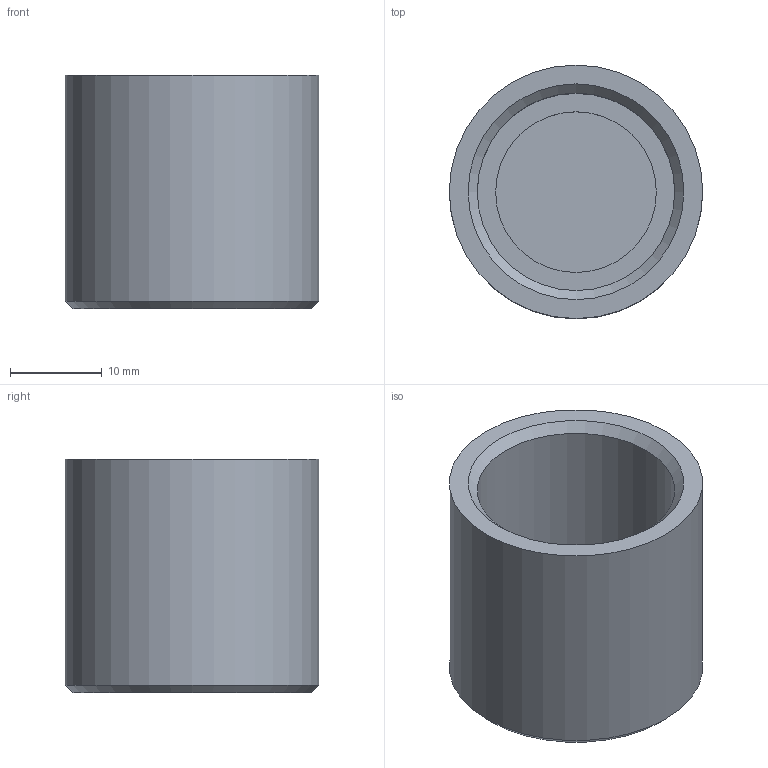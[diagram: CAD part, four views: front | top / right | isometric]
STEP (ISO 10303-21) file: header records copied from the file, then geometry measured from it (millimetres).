
FILE_DESCRIPTION(('FreeCAD Model'),'2;1');
FILE_NAME('pvc_endcap.step' ,'2016-09-04T15:28:07',('Author'),(''), 'Open CASCADE STEP processor 6.8','FreeCAD','Unknown');
FILE_SCHEMA(('AUTOMOTIVE_DESIGN_CC2 { 1 2 10303 214 -1 1 5 4 }'));
Length unit declared in the file: millimetre
Products named in the file (2): ASSEMBLY; chamfer_lip
Assembly tree (1 placements, depth 2):
  ASSEMBLY
    chamfer_lip
Bounding box: 27.6 x 27.6 x 25.4 mm (x, y, z)
Volume: 6801.4 mm3; surface area: 4895.5 mm2
Topology: 1 solids, 1 shells, 9 faces, 13 edges, 8 vertices
Faces by surface type: plane 4, cylinder 3, cone 2
Full cylindrical faces by diameter (mm): 17.5 x1, 21.5 x1, 27.6 x1
Entity records: 421 total; most frequent: CARTESIAN_POINT 98, DIRECTION 59, ORIENTED_EDGE 26, PCURVE 26, DEFINITIONAL_REPRESENTATION 26, LINE 21, VECTOR 21, AXIS2_PLACEMENT_3D 19
